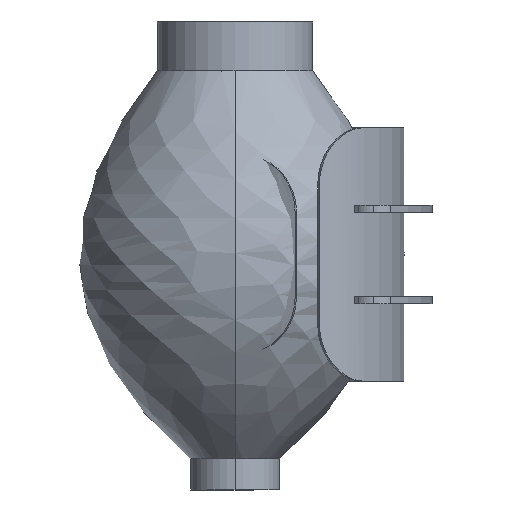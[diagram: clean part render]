
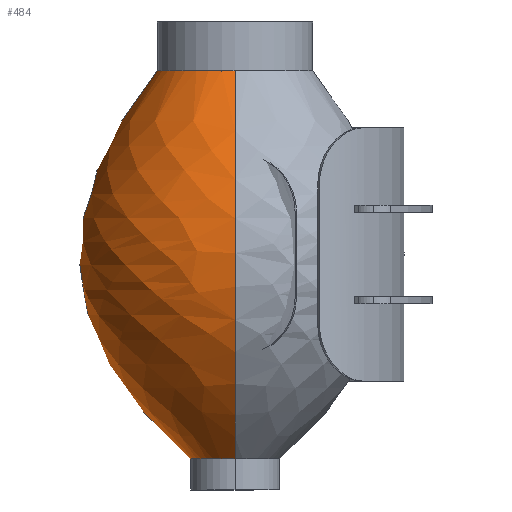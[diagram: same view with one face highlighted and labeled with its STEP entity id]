
A CAD part, left-side view. The second image highlights one B-rep face of the part: STEP entity #484.
In plain terms, the highlighted free-form (B-spline) face has degree [2, 3] with [5, 5] control points.
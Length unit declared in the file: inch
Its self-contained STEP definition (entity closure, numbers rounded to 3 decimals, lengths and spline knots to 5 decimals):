
#8 = CARTESIAN_POINT ( 'NONE',  ( -1.5748, -6.88976, 0. ) ) ;
#315 = CARTESIAN_POINT ( 'NONE',  ( 0., 6.88976, 0. ) ) ;
#484 = ADVANCED_FACE ( 'NONE', ( #13411 ), #35286, .T. ) ;
#1079 = CARTESIAN_POINT ( 'NONE',  ( 6.60456, -0.42397, 0. ) ) ;
#1331 = CARTESIAN_POINT ( 'NONE',  ( -4.0889, -4.69496, 0. ) ) ;
#1459 = CARTESIAN_POINT ( 'NONE',  ( -2.75591, 6.88976, -2.75591 ) ) ;
#3767 = ORIENTED_EDGE ( 'NONE', *, *, #13332, .F. ) ;
#4057 = CARTESIAN_POINT ( 'NONE',  ( 4.69507, 4.50674, 0. ) ) ;
#4312 = CARTESIAN_POINT ( 'NONE',  ( -4.69507, 4.50674, 0. ) ) ;
#4316 = ORIENTED_EDGE ( 'NONE', *, *, #19486, .F. ) ;
#4599 = DIRECTION ( 'NONE',  ( 0., -1., 0. ) ) ;
#5186 = AXIS2_PLACEMENT_3D ( 'NONE', #27506, #4599, #10421 ) ;
#5204 = CARTESIAN_POINT ( 'NONE',  ( -4.0889, -4.69496, 0. ) ) ;
#6040 = DIRECTION ( 'NONE',  ( 0., 0., -1. ) ) ;
#6674 = CARTESIAN_POINT ( 'NONE',  ( 4.0889, -4.69496, -4.0889 ) ) ;
#7051 = CARTESIAN_POINT ( 'NONE',  ( 1.5748, -6.88976, 0. ) ) ;
#7182 = CARTESIAN_POINT ( 'NONE',  ( 4.69507, 4.50674, -4.69507 ) ) ;
#8061 = CARTESIAN_POINT ( 'NONE',  ( 2.75591, 6.88976, 0. ) ) ;
#9510 = CARTESIAN_POINT ( 'NONE',  ( -1.5748, -6.88976, -1.5748 ) ) ;
#9878 = CARTESIAN_POINT ( 'NONE',  ( 6.60456, -0.42397, -6.60456 ) ) ;
#10032 = CARTESIAN_POINT ( 'NONE',  ( -1.5748, -6.88976, 0. ) ) ;
#10413 = EDGE_CURVE ( 'NONE', #15259, #33657, #28261, .T. ) ;
#10421 = DIRECTION ( 'NONE',  ( 0., 0., -1. ) ) ;
#11266 = CARTESIAN_POINT ( 'NONE',  ( -4.69507, 4.50674, 0. ) ) ;
#11291 = CIRCLE ( 'NONE', #35532, 1.5748 ) ;
#11795 = ORIENTED_EDGE ( 'NONE', *, *, #10413, .T. ) ;
#11943 = EDGE_CURVE ( 'NONE', #19986, #30796, #30444, .T. ) ;
#12602 = CARTESIAN_POINT ( 'NONE',  ( -6.60456, -0.42397, 0. ) ) ;
#13332 = EDGE_CURVE ( 'NONE', #19986, #35277, #17125, .T. ) ;
#13411 = FACE_OUTER_BOUND ( 'NONE', #34584, .T. ) ;
#14089 = CARTESIAN_POINT ( 'NONE',  ( -6.60456, -0.42397, 0. ) ) ;
#15058 = CARTESIAN_POINT ( 'NONE',  ( 0., -6.88976, -1.5748 ) ) ;
#15259 = VERTEX_POINT ( 'NONE', #16573 ) ;
#15419 = CARTESIAN_POINT ( 'NONE',  ( 1.5748, -6.88976, -1.5748 ) ) ;
#15547 = CARTESIAN_POINT ( 'NONE',  ( 0., -4.69496, -4.0889 ) ) ;
#16573 = CARTESIAN_POINT ( 'NONE',  ( -2.75591, 6.88976, 0. ) ) ;
#16803 = CARTESIAN_POINT ( 'NONE',  ( -2.75591, 6.88976, 0. ) ) ;
#16977 = AXIS2_PLACEMENT_3D ( 'NONE', #315, #20116, #6040 ) ;
#17044 = DIRECTION ( 'NONE',  ( 0., 0., 1. ) ) ;
#17125 = B_SPLINE_CURVE_WITH_KNOTS ( 'NONE', 3,
 ( #21669, #27613, #30352, #21901, #8061 ),
 .UNSPECIFIED., .F., .F.,
 ( 4, 1, 4 ),
 ( 0., 254.74942, 482.39315 ),
 .UNSPECIFIED. ) ;
#17915 = CARTESIAN_POINT ( 'NONE',  ( -4.0889, -4.69496, -4.0889 ) ) ;
#18051 = VERTEX_POINT ( 'NONE', #10032 ) ;
#18278 = CARTESIAN_POINT ( 'NONE',  ( -6.60456, -0.42397, -6.60456 ) ) ;
#18402 = CARTESIAN_POINT ( 'NONE',  ( -4.69507, 4.50674, -4.69507 ) ) ;
#19486 = EDGE_CURVE ( 'NONE', #15259, #18051, #28480, .T. ) ;
#19969 = CARTESIAN_POINT ( 'NONE',  ( 0., -6.88976, -1.5748 ) ) ;
#19986 = VERTEX_POINT ( 'NONE', #32428 ) ;
#20116 = DIRECTION ( 'NONE',  ( 0., -1., 0. ) ) ;
#20528 = EDGE_CURVE ( 'NONE', #33657, #35277, #22704, .T. ) ;
#20751 = DIRECTION ( 'NONE',  ( 0., 0., 1. ) ) ;
#20890 = CARTESIAN_POINT ( 'NONE',  ( -2.75591, 6.88976, 0. ) ) ;
#21667 = ORIENTED_EDGE ( 'NONE', *, *, #20528, .T. ) ;
#21669 = CARTESIAN_POINT ( 'NONE',  ( 1.5748, -6.88976, 0. ) ) ;
#21901 = CARTESIAN_POINT ( 'NONE',  ( 4.69507, 4.50674, 0. ) ) ;
#22704 = CIRCLE ( 'NONE', #16977, 2.75591 ) ;
#22994 = CARTESIAN_POINT ( 'NONE',  ( 0., -6.88976, 0. ) ) ;
#23605 = CARTESIAN_POINT ( 'NONE',  ( 0., -0.42397, -6.60456 ) ) ;
#23715 = CARTESIAN_POINT ( 'NONE',  ( 0., -6.88976, 0. ) ) ;
#23733 = ORIENTED_EDGE ( 'NONE', *, *, #31461, .T. ) ;
#25503 = ORIENTED_EDGE ( 'NONE', *, *, #11943, .T. ) ;
#26843 = CARTESIAN_POINT ( 'NONE',  ( 4.0889, -4.69496, 0. ) ) ;
#26972 = CARTESIAN_POINT ( 'NONE',  ( 0., 4.50674, -4.69507 ) ) ;
#27027 = CARTESIAN_POINT ( 'NONE',  ( 0., 6.88976, -2.75591 ) ) ;
#27506 = CARTESIAN_POINT ( 'NONE',  ( 0., 6.88976, 0. ) ) ;
#27613 = CARTESIAN_POINT ( 'NONE',  ( 4.0889, -4.69496, 0. ) ) ;
#28261 = CIRCLE ( 'NONE', #5186, 2.75591 ) ;
#28480 = B_SPLINE_CURVE_WITH_KNOTS ( 'NONE', 3,
 ( #16803, #11266, #14089, #5204, #8 ),
 .UNSPECIFIED., .F., .F.,
 ( 4, 1, 4 ),
 ( 0., 227.64373, 482.39315 ),
 .UNSPECIFIED. ) ;
#28590 = DIRECTION ( 'NONE',  ( 0., 1., 0. ) ) ;
#29326 = CARTESIAN_POINT ( 'NONE',  ( -1.5748, -6.88976, 0. ) ) ;
#30352 = CARTESIAN_POINT ( 'NONE',  ( 6.60456, -0.42397, 0. ) ) ;
#30444 = CIRCLE ( 'NONE', #35367, 1.5748 ) ;
#30796 = VERTEX_POINT ( 'NONE', #19969 ) ;
#31461 = EDGE_CURVE ( 'NONE', #30796, #18051, #11291, .T. ) ;
#31925 = DIRECTION ( 'NONE',  ( 0., 1., 0. ) ) ;
#32428 = CARTESIAN_POINT ( 'NONE',  ( 1.5748, -6.88976, 0. ) ) ;
#32548 = CARTESIAN_POINT ( 'NONE',  ( 2.75591, 6.88976, 0. ) ) ;
#33657 = VERTEX_POINT ( 'NONE', #27027 ) ;
#34584 = EDGE_LOOP ( 'NONE', ( #3767, #25503, #23733, #4316, #11795, #21667 ) ) ;
#34908 = CARTESIAN_POINT ( 'NONE',  ( 0., 6.88976, -2.75591 ) ) ;
#35277 = VERTEX_POINT ( 'NONE', #35684 ) ;
#35279 = CARTESIAN_POINT ( 'NONE',  ( 2.75591, 6.88976, -2.75591 ) ) ;
#35286 =( BOUNDED_SURFACE ( )  B_SPLINE_SURFACE ( 2, 3, ( 
 ( #7051, #26843, #1079, #4057, #32548 ),
 ( #15419, #6674, #9878, #7182, #35279 ),
 ( #15058, #15547, #23605, #26972, #34908 ),
 ( #9510, #17915, #18278, #18402, #1459 ),
 ( #29326, #1331, #12602, #4312, #20890 ) ),
 .UNSPECIFIED., .F., .F., .F. ) 
 B_SPLINE_SURFACE_WITH_KNOTS ( ( 3, 2, 3 ),
 ( 4, 1, 4 ),
 ( 0., 335.51167, 671.02334 ),
 ( 0., 254.74942, 482.39315 ),
 .UNSPECIFIED. ) 
 GEOMETRIC_REPRESENTATION_ITEM ( )  RATIONAL_B_SPLINE_SURFACE ( (
 ( 1., 1., 1., 1., 1.),
 ( 0.707, 0.707, 0.707, 0.707, 0.707),
 ( 1., 1., 1., 1., 1.),
 ( 0.707, 0.707, 0.707, 0.707, 0.707),
 ( 1., 1., 1., 1., 1.) ) ) 
 REPRESENTATION_ITEM ( '' )  SURFACE ( )  );
#35367 = AXIS2_PLACEMENT_3D ( 'NONE', #22994, #28590, #17044 ) ;
#35532 = AXIS2_PLACEMENT_3D ( 'NONE', #23715, #31925, #20751 ) ;
#35684 = CARTESIAN_POINT ( 'NONE',  ( 2.75591, 6.88976, 0. ) ) ;
